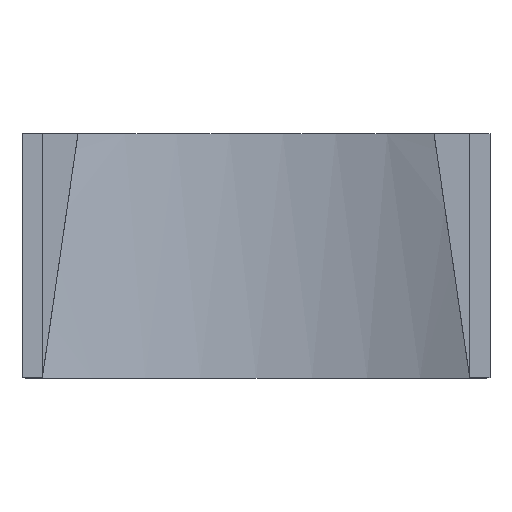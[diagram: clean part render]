
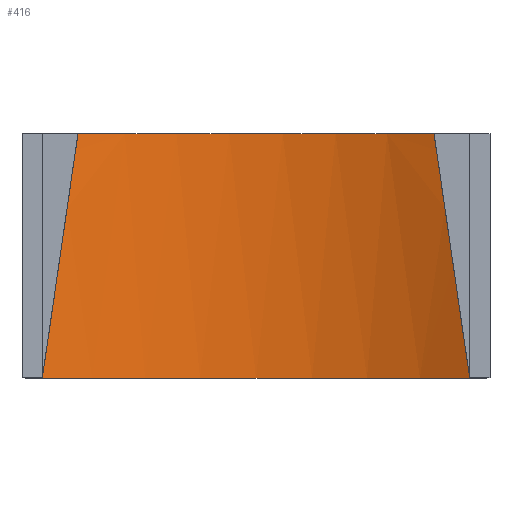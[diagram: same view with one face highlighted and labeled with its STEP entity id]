
A CAD part, top view. The second image highlights one B-rep face of the part: STEP entity #416.
In plain terms, the highlighted cylindrical face has radius 40.2 mm (diameter 80.4 mm), a partial arc.
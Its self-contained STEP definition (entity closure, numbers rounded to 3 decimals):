
#132 = VERTEX_POINT('',#133);
#133 = CARTESIAN_POINT('',(-17.736,0.,
    -36.076));
#139 = EDGE_CURVE('',#132,#140,#142,.T.);
#140 = VERTEX_POINT('',#141);
#141 = CARTESIAN_POINT('',(17.736,0.,
    -36.076));
#142 = CIRCLE('',#143,40.2);
#143 = AXIS2_PLACEMENT_3D('',#144,#145,#146);
#144 = CARTESIAN_POINT('',(0.,0.,
    0.));
#145 = DIRECTION('',(0.,-1.,0.));
#146 = DIRECTION('',(1.,0.,0.));
#206 = VERTEX_POINT('',#207);
#207 = CARTESIAN_POINT('',(-21.,-24.,-34.279));
#213 = EDGE_CURVE('',#206,#214,#216,.T.);
#214 = VERTEX_POINT('',#215);
#215 = CARTESIAN_POINT('',(21.,-24.,-34.279));
#216 = CIRCLE('',#217,40.2);
#217 = AXIS2_PLACEMENT_3D('',#218,#219,#220);
#218 = CARTESIAN_POINT('',(0.,-24.,0.));
#219 = DIRECTION('',(0.,-1.,0.));
#220 = DIRECTION('',(1.,0.,0.));
#290 = VERTEX_POINT('',#291);
#291 = CARTESIAN_POINT('',(-17.736,-1.617,
    -36.076));
#297 = EDGE_CURVE('',#290,#206,#298,.T.);
#298 = ELLIPSE('',#299,278.573,40.2);
#299 = AXIS2_PLACEMENT_3D('',#300,#301,#302);
#300 = CARTESIAN_POINT('',(0.,120.,0.)
  );
#301 = DIRECTION('',(-0.99,0.144,0.)
  );
#302 = DIRECTION('',(0.144,0.99,0.)
  );
#416 = ADVANCED_FACE('',(#417),#443,.F.);
#417 = FACE_BOUND('',#418,.T.);
#418 = EDGE_LOOP('',(#419,#420,#421,#430,#436,#437));
#419 = ORIENTED_EDGE('',*,*,#297,.T.);
#420 = ORIENTED_EDGE('',*,*,#213,.T.);
#421 = ORIENTED_EDGE('',*,*,#422,.T.);
#422 = EDGE_CURVE('',#214,#423,#425,.T.);
#423 = VERTEX_POINT('',#424);
#424 = CARTESIAN_POINT('',(17.736,-1.617,
    -36.076));
#425 = ELLIPSE('',#426,278.573,40.2);
#426 = AXIS2_PLACEMENT_3D('',#427,#428,#429);
#427 = CARTESIAN_POINT('',(0.,120.,0.)
  );
#428 = DIRECTION('',(0.99,0.144,0.)
  );
#429 = DIRECTION('',(-0.144,0.99,0.)
  );
#430 = ORIENTED_EDGE('',*,*,#431,.T.);
#431 = EDGE_CURVE('',#423,#140,#432,.T.);
#432 = LINE('',#433,#434);
#433 = CARTESIAN_POINT('',(17.736,0.,
    -36.076));
#434 = VECTOR('',#435,1.);
#435 = DIRECTION('',(0.,1.,0.));
#436 = ORIENTED_EDGE('',*,*,#139,.F.);
#437 = ORIENTED_EDGE('',*,*,#438,.F.);
#438 = EDGE_CURVE('',#290,#132,#439,.T.);
#439 = LINE('',#440,#441);
#440 = CARTESIAN_POINT('',(-17.736,0.,
    -36.076));
#441 = VECTOR('',#442,1.);
#442 = DIRECTION('',(0.,1.,0.));
#443 = CYLINDRICAL_SURFACE('',#444,40.2);
#444 = AXIS2_PLACEMENT_3D('',#445,#446,#447);
#445 = CARTESIAN_POINT('',(0.,0.,
    0.));
#446 = DIRECTION('',(0.,1.,0.));
#447 = DIRECTION('',(1.,0.,0.));
